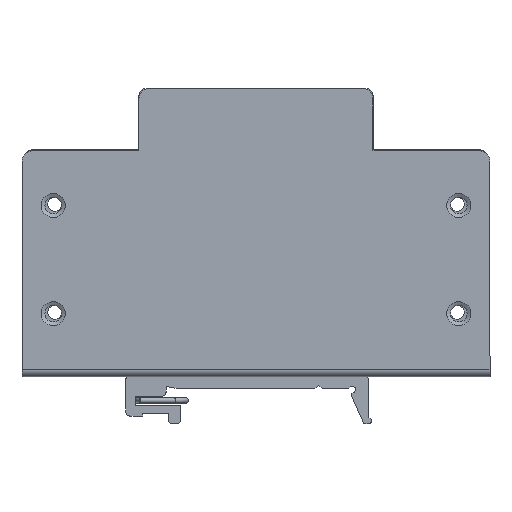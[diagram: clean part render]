
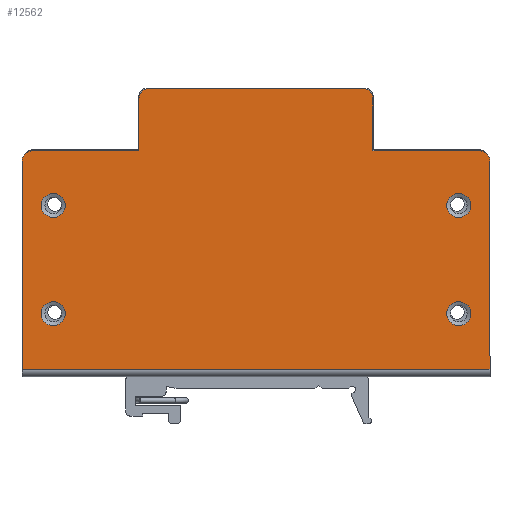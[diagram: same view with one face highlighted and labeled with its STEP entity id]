
A CAD part, left-side view. The second image highlights one B-rep face of the part: STEP entity #12562.
In plain terms, the highlighted planar face has unit normal (-1, 0, 0).
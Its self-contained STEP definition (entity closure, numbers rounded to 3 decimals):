
#61=FACE_BOUND('',#1656,.T.);
#62=FACE_BOUND('',#1657,.T.);
#63=FACE_BOUND('',#1658,.T.);
#64=FACE_BOUND('',#1659,.T.);
#643=PLANE('',#13334);
#995=FACE_OUTER_BOUND('',#1655,.T.);
#1655=EDGE_LOOP('',(#8962,#8963,#8964,#8965,#8966,#8967,#8968,#8969,#8970,
#8971,#8972,#8973));
#1656=EDGE_LOOP('',(#8974));
#1657=EDGE_LOOP('',(#8975));
#1658=EDGE_LOOP('',(#8976));
#1659=EDGE_LOOP('',(#8977));
#2865=LINE('',#18569,#3994);
#2866=LINE('',#18572,#3995);
#2877=LINE('',#18617,#4006);
#2878=LINE('',#18619,#4007);
#2879=LINE('',#18623,#4008);
#2880=LINE('',#18627,#4009);
#2881=LINE('',#18629,#4010);
#2882=LINE('',#18632,#4011);
#3994=VECTOR('',#14871,10.);
#3995=VECTOR('',#14874,10.);
#4006=VECTOR('',#14915,10.);
#4007=VECTOR('',#14916,10.);
#4008=VECTOR('',#14919,10.);
#4009=VECTOR('',#14922,10.);
#4010=VECTOR('',#14923,10.);
#4011=VECTOR('',#14926,10.);
#5084=CIRCLE('',#13304,2.31);
#5087=CIRCLE('',#13308,2.31);
#5090=CIRCLE('',#13312,2.31);
#5093=CIRCLE('',#13316,2.31);
#5107=CIRCLE('',#13335,2.);
#5108=CIRCLE('',#13336,2.);
#5109=CIRCLE('',#13337,2.);
#5110=CIRCLE('',#13338,2.);
#5772=VERTEX_POINT('',#18530);
#5775=VERTEX_POINT('',#18538);
#5778=VERTEX_POINT('',#18546);
#5781=VERTEX_POINT('',#18554);
#5784=VERTEX_POINT('',#18562);
#5787=VERTEX_POINT('',#18567);
#5788=VERTEX_POINT('',#18571);
#5806=VERTEX_POINT('',#18614);
#5807=VERTEX_POINT('',#18616);
#5808=VERTEX_POINT('',#18618);
#5809=VERTEX_POINT('',#18620);
#5810=VERTEX_POINT('',#18622);
#5811=VERTEX_POINT('',#18624);
#5812=VERTEX_POINT('',#18626);
#5813=VERTEX_POINT('',#18628);
#5814=VERTEX_POINT('',#18630);
#6976=EDGE_CURVE('',#5772,#5772,#5084,.T.);
#6980=EDGE_CURVE('',#5775,#5775,#5087,.T.);
#6984=EDGE_CURVE('',#5778,#5778,#5090,.T.);
#6988=EDGE_CURVE('',#5781,#5781,#5093,.T.);
#6995=EDGE_CURVE('',#5784,#5787,#2865,.T.);
#6996=EDGE_CURVE('',#5788,#5784,#2866,.T.);
#7018=EDGE_CURVE('',#5787,#5806,#5107,.T.);
#7019=EDGE_CURVE('',#5806,#5807,#2877,.T.);
#7020=EDGE_CURVE('',#5807,#5808,#2878,.T.);
#7021=EDGE_CURVE('',#5808,#5809,#5108,.T.);
#7022=EDGE_CURVE('',#5809,#5810,#2879,.T.);
#7023=EDGE_CURVE('',#5810,#5811,#5109,.T.);
#7024=EDGE_CURVE('',#5811,#5812,#2880,.T.);
#7025=EDGE_CURVE('',#5812,#5813,#2881,.T.);
#7026=EDGE_CURVE('',#5813,#5814,#5110,.T.);
#7027=EDGE_CURVE('',#5814,#5788,#2882,.T.);
#8962=ORIENTED_EDGE('',*,*,#6996,.T.);
#8963=ORIENTED_EDGE('',*,*,#6995,.T.);
#8964=ORIENTED_EDGE('',*,*,#7018,.T.);
#8965=ORIENTED_EDGE('',*,*,#7019,.T.);
#8966=ORIENTED_EDGE('',*,*,#7020,.T.);
#8967=ORIENTED_EDGE('',*,*,#7021,.T.);
#8968=ORIENTED_EDGE('',*,*,#7022,.T.);
#8969=ORIENTED_EDGE('',*,*,#7023,.T.);
#8970=ORIENTED_EDGE('',*,*,#7024,.T.);
#8971=ORIENTED_EDGE('',*,*,#7025,.T.);
#8972=ORIENTED_EDGE('',*,*,#7026,.T.);
#8973=ORIENTED_EDGE('',*,*,#7027,.T.);
#8974=ORIENTED_EDGE('',*,*,#6976,.T.);
#8975=ORIENTED_EDGE('',*,*,#6980,.T.);
#8976=ORIENTED_EDGE('',*,*,#6984,.T.);
#8977=ORIENTED_EDGE('',*,*,#6988,.T.);
#12562=ADVANCED_FACE('',(#995,#61,#62,#63,#64),#643,.T.);
#13304=AXIS2_PLACEMENT_3D('',#18531,#14832,#14833);
#13308=AXIS2_PLACEMENT_3D('',#18539,#14841,#14842);
#13312=AXIS2_PLACEMENT_3D('',#18547,#14850,#14851);
#13316=AXIS2_PLACEMENT_3D('',#18555,#14859,#14860);
#13334=AXIS2_PLACEMENT_3D('',#18613,#14911,#14912);
#13335=AXIS2_PLACEMENT_3D('',#18615,#14913,#14914);
#13336=AXIS2_PLACEMENT_3D('',#18621,#14917,#14918);
#13337=AXIS2_PLACEMENT_3D('',#18625,#14920,#14921);
#13338=AXIS2_PLACEMENT_3D('',#18631,#14924,#14925);
#14832=DIRECTION('center_axis',(1.,0.,0.));
#14833=DIRECTION('ref_axis',(0.,-1.,0.));
#14841=DIRECTION('center_axis',(1.,0.,0.));
#14842=DIRECTION('ref_axis',(0.,-1.,0.));
#14850=DIRECTION('center_axis',(1.,0.,0.));
#14851=DIRECTION('ref_axis',(0.,-1.,0.));
#14859=DIRECTION('center_axis',(1.,0.,0.));
#14860=DIRECTION('ref_axis',(0.,-1.,0.));
#14871=DIRECTION('',(0.,0.,-1.));
#14874=DIRECTION('',(0.,1.,0.));
#14911=DIRECTION('center_axis',(-1.,0.,0.));
#14912=DIRECTION('ref_axis',(0.,0.,
1.));
#14913=DIRECTION('center_axis',(-1.,0.,0.));
#14914=DIRECTION('ref_axis',(0.,1.,0.));
#14915=DIRECTION('',(0.,-1.,0.));
#14916=DIRECTION('',(0.,0.,-1.));
#14917=DIRECTION('center_axis',(-1.,0.,0.));
#14918=DIRECTION('ref_axis',(0.,1.,0.));
#14919=DIRECTION('',(0.,-1.,0.));
#14920=DIRECTION('center_axis',(-1.,0.,0.));
#14921=DIRECTION('ref_axis',(0.,0.,
-1.));
#14922=DIRECTION('',(0.,0.,1.));
#14923=DIRECTION('',(0.,-1.,0.));
#14924=DIRECTION('center_axis',(-1.,0.,0.));
#14925=DIRECTION('ref_axis',(0.,0.,
-1.));
#14926=DIRECTION('',(0.,0.,1.));
#18530=CARTESIAN_POINT('',(53.81,86.31,-11.132));
#18531=CARTESIAN_POINT('Origin',(53.81,84.,-11.132));
#18538=CARTESIAN_POINT('',(53.81,8.31,-31.932));
#18539=CARTESIAN_POINT('Origin',(53.81,6.,-31.932));
#18546=CARTESIAN_POINT('',(53.81,8.31,-11.132));
#18547=CARTESIAN_POINT('Origin',(53.81,6.,-11.132));
#18554=CARTESIAN_POINT('',(53.81,86.31,-31.932));
#18555=CARTESIAN_POINT('Origin',(53.81,84.,-31.932));
#18562=CARTESIAN_POINT('',(53.81,90.,-0.4));
#18567=CARTESIAN_POINT('',(53.81,90.,-40.432));
#18569=CARTESIAN_POINT('',(53.81,90.,111.01));
#18571=CARTESIAN_POINT('',(53.81,0.,-0.4));
#18572=CARTESIAN_POINT('',(53.81,22.5,-0.4));
#18613=CARTESIAN_POINT('Origin',(53.81,45.,35.289));
#18614=CARTESIAN_POINT('',(53.81,88.,-42.432));
#18615=CARTESIAN_POINT('Origin',(53.81,88.,-40.432));
#18616=CARTESIAN_POINT('',(53.81,67.5,-42.432));
#18617=CARTESIAN_POINT('',(53.81,88.,-42.432));
#18618=CARTESIAN_POINT('',(53.81,67.5,-52.432));
#18619=CARTESIAN_POINT('',(53.81,67.5,-42.432));
#18620=CARTESIAN_POINT('',(53.81,65.5,-54.432));
#18621=CARTESIAN_POINT('Origin',(53.81,65.5,-52.432));
#18622=CARTESIAN_POINT('',(53.81,24.5,-54.432));
#18623=CARTESIAN_POINT('',(53.81,65.5,-54.432));
#18624=CARTESIAN_POINT('',(53.81,22.5,-52.432));
#18625=CARTESIAN_POINT('Origin',(53.81,24.5,-52.432));
#18626=CARTESIAN_POINT('',(53.81,22.5,-42.432));
#18627=CARTESIAN_POINT('',(53.81,22.5,-52.432));
#18628=CARTESIAN_POINT('',(53.81,2.,-42.432));
#18629=CARTESIAN_POINT('',(53.81,22.5,-42.432));
#18630=CARTESIAN_POINT('',(53.81,0.,-40.432));
#18631=CARTESIAN_POINT('Origin',(53.81,2.,-40.432));
#18632=CARTESIAN_POINT('',(53.81,0.,-40.432));
